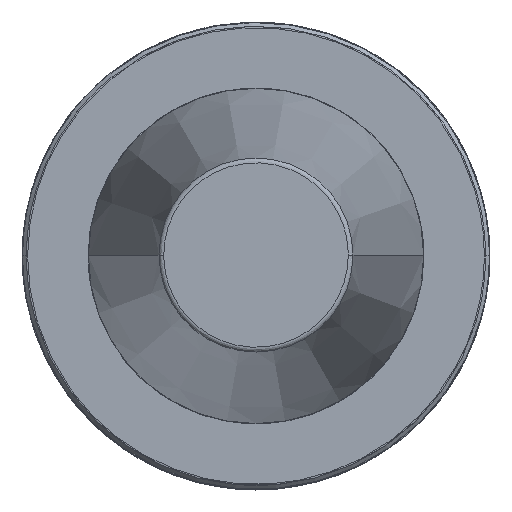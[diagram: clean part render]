
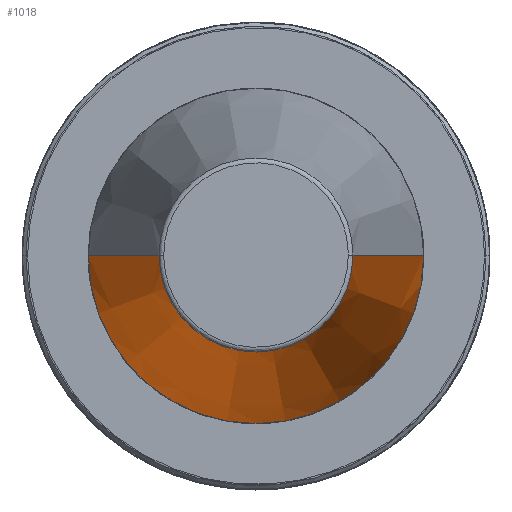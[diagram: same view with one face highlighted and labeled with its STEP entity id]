
A CAD part, top view. The second image highlights one B-rep face of the part: STEP entity #1018.
In plain terms, the highlighted conical face has half-angle 8.297 degrees and reference radius 34.925 mm.
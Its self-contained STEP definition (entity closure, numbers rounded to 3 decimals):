
#87 = CARTESIAN_POINT ( 'NONE',  ( 0., 0., 100.894 ) ) ;
#94 = CARTESIAN_POINT ( 'NONE',  ( 0., 0., 0. ) ) ;
#99 = VERTEX_POINT ( 'NONE', #3109 ) ;
#138 = DIRECTION ( 'NONE',  ( 0., 0., -1. ) ) ;
#223 = CIRCLE ( 'NONE', #1486, 34.925 ) ;
#252 = DIRECTION ( 'NONE',  ( 0., 0., 1. ) ) ;
#293 = LINE ( 'NONE', #3301, #2583 ) ;
#322 = CARTESIAN_POINT ( 'NONE',  ( 20.211, 0., 100.894 ) ) ;
#407 = DIRECTION ( 'NONE',  ( 0., 0., -1. ) ) ;
#430 = LINE ( 'NONE', #3472, #3566 ) ;
#455 = DIRECTION ( 'NONE',  ( -0.144, 0., -0.99 ) ) ;
#550 = VERTEX_POINT ( 'NONE', #1738 ) ;
#696 = DIRECTION ( 'NONE',  ( -1., 0., 0. ) ) ;
#736 = VERTEX_POINT ( 'NONE', #322 ) ;
#870 = ORIENTED_EDGE ( 'NONE', *, *, #3825, .T. ) ;
#896 = EDGE_LOOP ( 'NONE', ( #1398, #3670, #870, #903 ) ) ;
#903 = ORIENTED_EDGE ( 'NONE', *, *, #2180, .T. ) ;
#927 = AXIS2_PLACEMENT_3D ( 'NONE', #94, #407, #696 ) ;
#1018 = ADVANCED_FACE ( 'NONE', ( #2692 ), #3227, .T. ) ;
#1398 = ORIENTED_EDGE ( 'NONE', *, *, #3685, .F. ) ;
#1486 = AXIS2_PLACEMENT_3D ( 'NONE', #2028, #252, #2332 ) ;
#1738 = CARTESIAN_POINT ( 'NONE',  ( -20.211, 0., 100.894 ) ) ;
#2028 = CARTESIAN_POINT ( 'NONE',  ( 0., 0., 0. ) ) ;
#2180 = EDGE_CURVE ( 'NONE', #99, #3422, #223, .T. ) ;
#2332 = DIRECTION ( 'NONE',  ( -1., 0., 0. ) ) ;
#2499 = CARTESIAN_POINT ( 'NONE',  ( 34.925, 0., 0. ) ) ;
#2556 = EDGE_CURVE ( 'NONE', #736, #550, #2797, .T. ) ;
#2583 = VECTOR ( 'NONE', #3606, 1000. ) ;
#2692 = FACE_OUTER_BOUND ( 'NONE', #896, .T. ) ;
#2797 = CIRCLE ( 'NONE', #3488, 20.211 ) ;
#3109 = CARTESIAN_POINT ( 'NONE',  ( -34.925, 0., 0. ) ) ;
#3227 = CONICAL_SURFACE ( 'NONE', #927, 34.925, 0.145 ) ;
#3301 = CARTESIAN_POINT ( 'NONE',  ( 34.925, 0., 0. ) ) ;
#3422 = VERTEX_POINT ( 'NONE', #2499 ) ;
#3472 = CARTESIAN_POINT ( 'NONE',  ( -34.925, 0., 0. ) ) ;
#3488 = AXIS2_PLACEMENT_3D ( 'NONE', #87, #138, #3719 ) ;
#3566 = VECTOR ( 'NONE', #455, 1000. ) ;
#3606 = DIRECTION ( 'NONE',  ( 0.144, 0., -0.99 ) ) ;
#3670 = ORIENTED_EDGE ( 'NONE', *, *, #2556, .T. ) ;
#3685 = EDGE_CURVE ( 'NONE', #736, #3422, #293, .T. ) ;
#3719 = DIRECTION ( 'NONE',  ( -1., 0., 0. ) ) ;
#3825 = EDGE_CURVE ( 'NONE', #550, #99, #430, .T. ) ;
